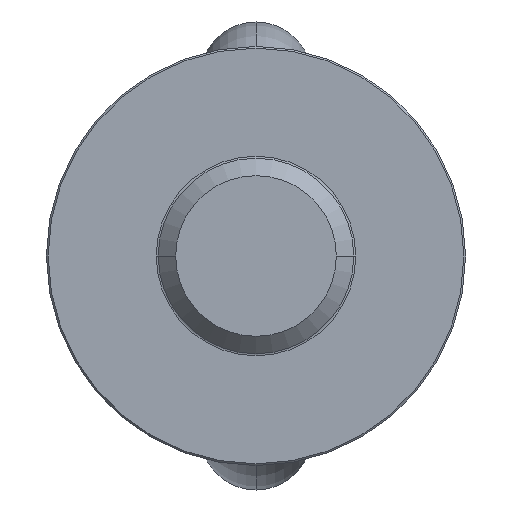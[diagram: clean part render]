
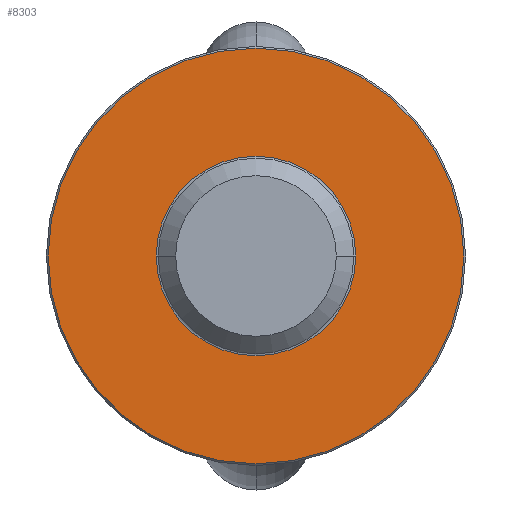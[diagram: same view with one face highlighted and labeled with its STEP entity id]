
A CAD part, front view. The second image highlights one B-rep face of the part: STEP entity #8303.
In plain terms, the highlighted planar face has unit normal (0, -1, 0).
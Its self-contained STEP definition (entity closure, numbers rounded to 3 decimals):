
#2=CARTESIAN_POINT('',(0.,0.,0.));
#3=DIRECTION('',(0.,-1.,0.));
#4=DIRECTION('',(1.,0.,0.));
#5=AXIS2_PLACEMENT_3D('',#2,#3,#4);
#7=CARTESIAN_POINT('',(0.,0.,0.));
#8=DIRECTION('',(0.,-1.,0.));
#9=DIRECTION('',(-1.,0.,0.));
#10=AXIS2_PLACEMENT_3D('',#7,#8,#9);
#12=CARTESIAN_POINT('',(0.,0.,0.));
#13=DIRECTION('',(0.,1.,0.));
#14=DIRECTION('',(1.,0.,0.));
#15=AXIS2_PLACEMENT_3D('',#12,#13,#14);
#30=CARTESIAN_POINT('',(0.,0.,0.));
#31=DIRECTION('',(0.,1.,0.));
#32=DIRECTION('',(-1.,0.,0.));
#33=AXIS2_PLACEMENT_3D('',#30,#31,#32);
#6318=CARTESIAN_POINT('',(28.564,0.,0.));
#6319=CARTESIAN_POINT('',(-28.564,0.,0.));
#6320=VERTEX_POINT('',#6318);
#6321=VERTEX_POINT('',#6319);
#6334=CARTESIAN_POINT('',(-59.5,0.,0.));
#6335=CARTESIAN_POINT('',(59.5,0.,0.));
#6336=VERTEX_POINT('',#6334);
#6337=VERTEX_POINT('',#6335);
#8286=CARTESIAN_POINT('',(0.,0.,0.));
#8287=DIRECTION('',(0.,1.,0.));
#8288=DIRECTION('',(1.,0.,0.));
#8289=AXIS2_PLACEMENT_3D('',#8286,#8287,#8288);
#8290=PLANE('',#8289);
#8292=ORIENTED_EDGE('',*,*,#8291,.T.);
#8294=ORIENTED_EDGE('',*,*,#8293,.T.);
#8295=EDGE_LOOP('',(#8292,#8294));
#8296=FACE_OUTER_BOUND('',#8295,.F.);
#8298=ORIENTED_EDGE('',*,*,#8297,.T.);
#8300=ORIENTED_EDGE('',*,*,#8299,.T.);
#8301=EDGE_LOOP('',(#8298,#8300));
#8302=FACE_BOUND('',#8301,.F.);
#8303=ADVANCED_FACE('',(#8296,#8302),#8290,.F.);
#6=CIRCLE('',#5,28.564);
#11=CIRCLE('',#10,28.564);
#16=CIRCLE('',#15,59.5);
#34=CIRCLE('',#33,59.5);
#8291=EDGE_CURVE('',#6337,#6336,#16,.T.);
#8293=EDGE_CURVE('',#6336,#6337,#34,.T.);
#8297=EDGE_CURVE('',#6320,#6321,#6,.T.);
#8299=EDGE_CURVE('',#6321,#6320,#11,.T.);
